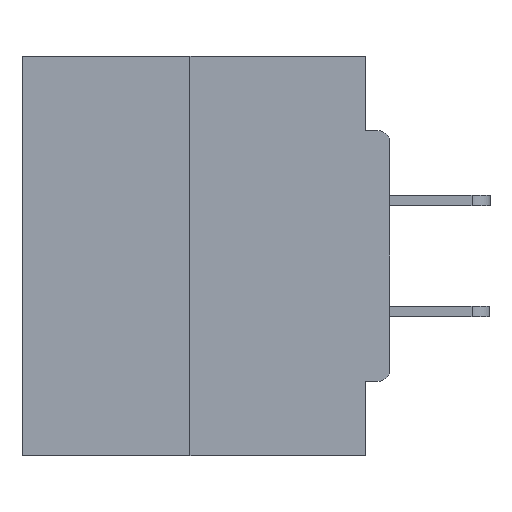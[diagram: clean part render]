
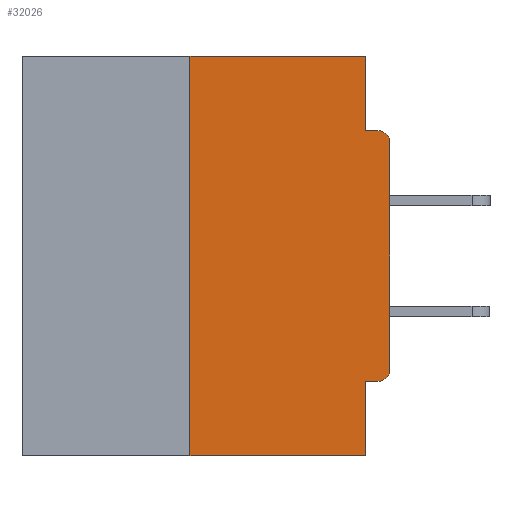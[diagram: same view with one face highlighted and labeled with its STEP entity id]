
A CAD part, left-side view. The second image highlights one B-rep face of the part: STEP entity #32026.
In plain terms, the highlighted planar face has unit normal (-1, 0, 0).
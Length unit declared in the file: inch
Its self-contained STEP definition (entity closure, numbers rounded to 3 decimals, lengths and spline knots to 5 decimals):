
#290 = LINE ( 'NONE', #25713, #27184 ) ;
#325 = VECTOR ( 'NONE', #14747, 39.37008 ) ;
#1452 = ORIENTED_EDGE ( 'NONE', *, *, #7118, .F. ) ;
#2357 = CARTESIAN_POINT ( 'NONE',  ( 0., 0.031, 0. ) ) ;
#2440 = ORIENTED_EDGE ( 'NONE', *, *, #21943, .T. ) ;
#2511 = ORIENTED_EDGE ( 'NONE', *, *, #19006, .T. ) ;
#2863 = LINE ( 'NONE', #3044, #17541 ) ;
#3044 = CARTESIAN_POINT ( 'NONE',  ( 0., 0.46, -0.5 ) ) ;
#3061 = DIRECTION ( 'NONE',  ( 0., 0., -1. ) ) ;
#3170 = PLANE ( 'NONE',  #33513 ) ;
#3640 = DIRECTION ( 'NONE',  ( 1., 0., 0. ) ) ;
#3789 = ORIENTED_EDGE ( 'NONE', *, *, #27671, .F. ) ;
#3853 = EDGE_CURVE ( 'NONE', #15377, #27479, #17468, .T. ) ;
#4713 = CARTESIAN_POINT ( 'NONE',  ( 0., 0., -0.3915 ) ) ;
#5772 = CARTESIAN_POINT ( 'NONE',  ( 0., 0.015, -0.3915 ) ) ;
#6709 = CARTESIAN_POINT ( 'NONE',  ( 0., 0., -0.4065 ) ) ;
#7118 = EDGE_CURVE ( 'NONE', #27713, #19903, #22595, .T. ) ;
#7703 = VERTEX_POINT ( 'NONE', #10174 ) ;
#8394 = EDGE_CURVE ( 'NONE', #7703, #8973, #14167, .T. ) ;
#8555 = DIRECTION ( 'NONE',  ( 0., 0., 1. ) ) ;
#8752 = DIRECTION ( 'NONE',  ( 0., 0., -1. ) ) ;
#8973 = VERTEX_POINT ( 'NONE', #22125 ) ;
#9461 = EDGE_CURVE ( 'NONE', #16308, #9984, #15309, .T. ) ;
#9597 = ORIENTED_EDGE ( 'NONE', *, *, #20607, .F. ) ;
#9842 = DIRECTION ( 'NONE',  ( 0., 0., -1. ) ) ;
#9984 = VERTEX_POINT ( 'NONE', #21131 ) ;
#10174 = CARTESIAN_POINT ( 'NONE',  ( 0., 0.031, -0.4065 ) ) ;
#10821 = CARTESIAN_POINT ( 'NONE',  ( 0., 0.031, -0.5 ) ) ;
#11642 = EDGE_LOOP ( 'NONE', ( #1452, #3789, #31653, #22264, #9597, #25884, #2440, #2511, #16995, #16311 ) ) ;
#11783 = CARTESIAN_POINT ( 'NONE',  ( 0., 0.031, -0.0935 ) ) ;
#14055 = CARTESIAN_POINT ( 'NONE',  ( 0., 0.46, 0. ) ) ;
#14167 = LINE ( 'NONE', #10821, #25932 ) ;
#14747 = DIRECTION ( 'NONE',  ( 0., -1., 0. ) ) ;
#15309 = LINE ( 'NONE', #26800, #24557 ) ;
#15377 = VERTEX_POINT ( 'NONE', #30923 ) ;
#15991 = AXIS2_PLACEMENT_3D ( 'NONE', #30704, #24841, #8752 ) ;
#16226 = DIRECTION ( 'NONE',  ( 0., 0., -1. ) ) ;
#16308 = VERTEX_POINT ( 'NONE', #11783 ) ;
#16311 = ORIENTED_EDGE ( 'NONE', *, *, #20617, .F. ) ;
#16319 = CARTESIAN_POINT ( 'NONE',  ( 0., 0.25, 0. ) ) ;
#16995 = ORIENTED_EDGE ( 'NONE', *, *, #9461, .F. ) ;
#17468 = CIRCLE ( 'NONE', #20699, 0.015 ) ;
#17523 = CARTESIAN_POINT ( 'NONE',  ( 0., 0., 0. ) ) ;
#17541 = VECTOR ( 'NONE', #24760, 39.37008 ) ;
#17573 = CARTESIAN_POINT ( 'NONE',  ( 0., 0.46, 0. ) ) ;
#19006 = EDGE_CURVE ( 'NONE', #24489, #9984, #29424, .T. ) ;
#19903 = VERTEX_POINT ( 'NONE', #2357 ) ;
#20038 = EDGE_CURVE ( 'NONE', #26296, #8973, #2863, .T. ) ;
#20607 = EDGE_CURVE ( 'NONE', #15377, #7703, #34314, .T. ) ;
#20617 = EDGE_CURVE ( 'NONE', #19903, #16308, #290, .T. ) ;
#20699 = AXIS2_PLACEMENT_3D ( 'NONE', #5772, #32543, #3061 ) ;
#20748 = LINE ( 'NONE', #17523, #32978 ) ;
#20893 = CARTESIAN_POINT ( 'NONE',  ( 0., 0.25, -0.5 ) ) ;
#21131 = CARTESIAN_POINT ( 'NONE',  ( 0., 0.015, -0.0935 ) ) ;
#21260 = LINE ( 'NONE', #24312, #34293 ) ;
#21943 = EDGE_CURVE ( 'NONE', #27479, #24489, #20748, .T. ) ;
#22125 = CARTESIAN_POINT ( 'NONE',  ( 0., 0.031, -0.5 ) ) ;
#22264 = ORIENTED_EDGE ( 'NONE', *, *, #8394, .F. ) ;
#22595 = LINE ( 'NONE', #17573, #325 ) ;
#24312 = CARTESIAN_POINT ( 'NONE',  ( 0., 0.25, 0. ) ) ;
#24489 = VERTEX_POINT ( 'NONE', #30519 ) ;
#24557 = VECTOR ( 'NONE', #34313, 39.37008 ) ;
#24760 = DIRECTION ( 'NONE',  ( 0., -1., 0. ) ) ;
#24841 = DIRECTION ( 'NONE',  ( -1., 0., 0. ) ) ;
#25160 = DIRECTION ( 'NONE',  ( 0., 0., 1. ) ) ;
#25713 = CARTESIAN_POINT ( 'NONE',  ( 0., 0.031, 0. ) ) ;
#25884 = ORIENTED_EDGE ( 'NONE', *, *, #3853, .T. ) ;
#25932 = VECTOR ( 'NONE', #16226, 39.37008 ) ;
#25946 = DIRECTION ( 'NONE',  ( 0., 1., 0. ) ) ;
#26296 = VERTEX_POINT ( 'NONE', #20893 ) ;
#26800 = CARTESIAN_POINT ( 'NONE',  ( 0., 0., -0.0935 ) ) ;
#27184 = VECTOR ( 'NONE', #9842, 39.37008 ) ;
#27479 = VERTEX_POINT ( 'NONE', #4713 ) ;
#27671 = EDGE_CURVE ( 'NONE', #26296, #27713, #21260, .T. ) ;
#27708 = DIRECTION ( 'NONE',  ( 0., 0., -1. ) ) ;
#27713 = VERTEX_POINT ( 'NONE', #16319 ) ;
#29334 = FACE_OUTER_BOUND ( 'NONE', #11642, .T. ) ;
#29424 = CIRCLE ( 'NONE', #15991, 0.015 ) ;
#30519 = CARTESIAN_POINT ( 'NONE',  ( 0., 0., -0.1085 ) ) ;
#30704 = CARTESIAN_POINT ( 'NONE',  ( 0., 0.015, -0.1085 ) ) ;
#30923 = CARTESIAN_POINT ( 'NONE',  ( 0., 0.015, -0.4065 ) ) ;
#31653 = ORIENTED_EDGE ( 'NONE', *, *, #20038, .T. ) ;
#31806 = VECTOR ( 'NONE', #25946, 39.37008 ) ;
#32026 = ADVANCED_FACE ( 'NONE', ( #29334 ), #3170, .F. ) ;
#32543 = DIRECTION ( 'NONE',  ( -1., 0., 0. ) ) ;
#32978 = VECTOR ( 'NONE', #25160, 39.37008 ) ;
#33513 = AXIS2_PLACEMENT_3D ( 'NONE', #14055, #3640, #27708 ) ;
#34293 = VECTOR ( 'NONE', #8555, 39.37008 ) ;
#34313 = DIRECTION ( 'NONE',  ( 0., -1., 0. ) ) ;
#34314 = LINE ( 'NONE', #6709, #31806 ) ;
